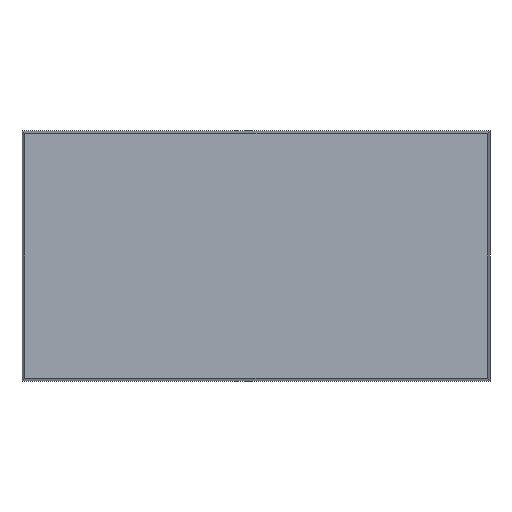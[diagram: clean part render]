
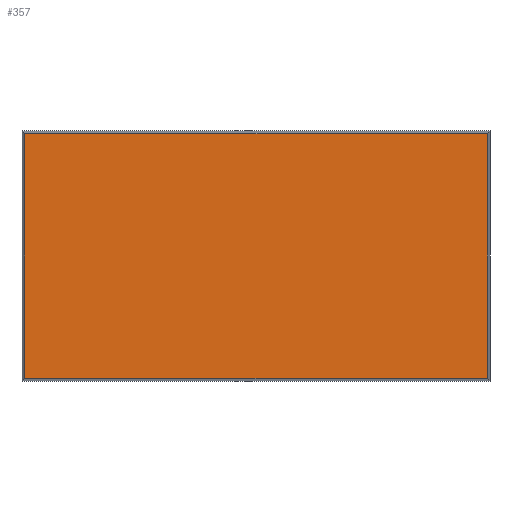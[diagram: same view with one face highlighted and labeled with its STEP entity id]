
A CAD part, left-side view. The second image highlights one B-rep face of the part: STEP entity #357.
In plain terms, the highlighted planar face has unit normal (-1, 0, 0).
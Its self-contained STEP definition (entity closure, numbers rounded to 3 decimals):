
#56=ORIENTED_EDGE('',*,*,#136,.F.);
#57=ORIENTED_EDGE('',*,*,#145,.F.);
#58=ORIENTED_EDGE('',*,*,#142,.F.);
#59=ORIENTED_EDGE('',*,*,#139,.F.);
#136=EDGE_CURVE('',#182,#183,#216,.T.);
#139=EDGE_CURVE('',#183,#185,#219,.T.);
#142=EDGE_CURVE('',#185,#187,#222,.T.);
#145=EDGE_CURVE('',#187,#182,#225,.T.);
#182=VERTEX_POINT('',#532);
#183=VERTEX_POINT('',#534);
#185=VERTEX_POINT('',#540);
#187=VERTEX_POINT('',#546);
#216=LINE('',#533,#264);
#219=LINE('',#539,#267);
#222=LINE('',#545,#270);
#225=LINE('',#550,#273);
#264=VECTOR('',#430,1000.);
#267=VECTOR('',#435,1000.);
#270=VECTOR('',#440,1000.);
#273=VECTOR('',#445,1000.);
#298=EDGE_LOOP('',(#56,#57,#58,#59));
#318=FACE_BOUND('',#298,.T.);
#338=PLANE('',#389);
#357=ADVANCED_FACE('',(#318),#338,.F.);
#389=AXIS2_PLACEMENT_3D('',#551,#446,#447);
#430=DIRECTION('',(0.,0.,-1.));
#435=DIRECTION('',(0.,1.,0.));
#440=DIRECTION('',(0.,0.,1.));
#445=DIRECTION('',(0.,-1.,0.));
#446=DIRECTION('',(1.,0.,0.));
#447=DIRECTION('',(0.,1.,0.));
#532=CARTESIAN_POINT('',(-19.7,-159.5,84.5));
#533=CARTESIAN_POINT('',(-19.7,-159.5,0.));
#534=CARTESIAN_POINT('',(-19.7,-159.5,-84.5));
#539=CARTESIAN_POINT('',(-19.7,0.,-84.5));
#540=CARTESIAN_POINT('',(-19.7,159.5,-84.5));
#545=CARTESIAN_POINT('',(-19.7,159.5,0.));
#546=CARTESIAN_POINT('',(-19.7,159.5,84.5));
#550=CARTESIAN_POINT('',(-19.7,0.,84.5));
#551=CARTESIAN_POINT('',(-19.7,0.,0.));
